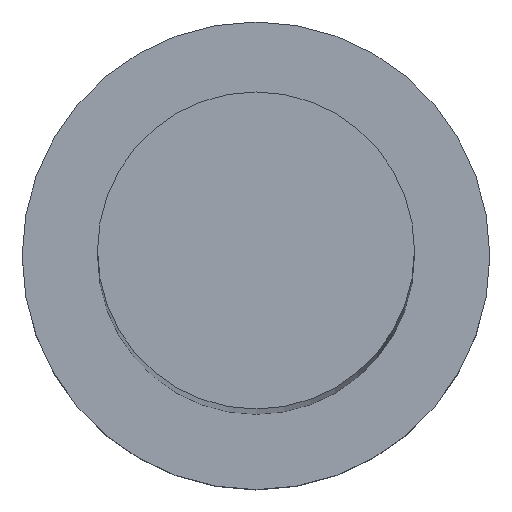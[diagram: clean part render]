
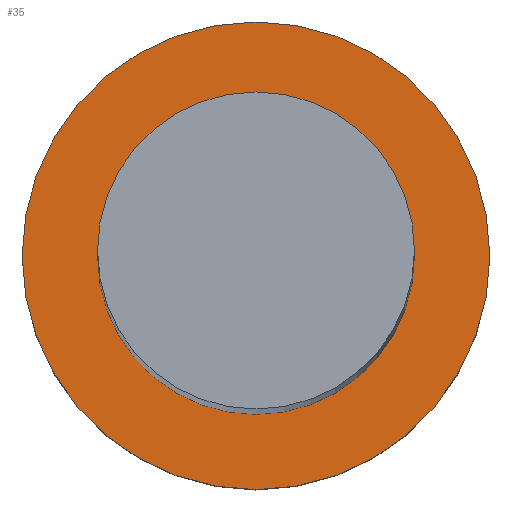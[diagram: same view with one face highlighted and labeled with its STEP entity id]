
A CAD part, top view. The second image highlights one B-rep face of the part: STEP entity #35.
In plain terms, the highlighted planar face has unit normal (0, 0, 1).
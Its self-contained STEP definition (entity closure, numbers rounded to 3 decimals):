
#7 = FACE_BOUND ( 'NONE', #59, .T. ) ;
#14 = DIRECTION ( 'NONE',  ( 0., 0., 1. ) ) ;
#22 = VERTEX_POINT ( 'NONE', #172 ) ;
#28 = CARTESIAN_POINT ( 'NONE',  ( 6.1, 0., 7. ) ) ;
#30 = CARTESIAN_POINT ( 'NONE',  ( 0., 0., 7. ) ) ;
#35 = ADVANCED_FACE ( 'NONE', ( #7, #155 ), #182, .T. ) ;
#37 = VERTEX_POINT ( 'NONE', #28 ) ;
#39 = EDGE_LOOP ( 'NONE', ( #83, #138 ) ) ;
#40 = ORIENTED_EDGE ( 'NONE', *, *, #50, .F. ) ;
#44 = DIRECTION ( 'NONE',  ( 1., 0., 0. ) ) ;
#50 = EDGE_CURVE ( 'NONE', #37, #122, #54, .T. ) ;
#54 = CIRCLE ( 'NONE', #124, 6.1 ) ;
#59 = EDGE_LOOP ( 'NONE', ( #241, #40 ) ) ;
#69 = DIRECTION ( 'NONE',  ( 0., 0., 1. ) ) ;
#71 = DIRECTION ( 'NONE',  ( 1., 0., 0. ) ) ;
#76 = VERTEX_POINT ( 'NONE', #108 ) ;
#83 = ORIENTED_EDGE ( 'NONE', *, *, #210, .T. ) ;
#87 = DIRECTION ( 'NONE',  ( 1., 0., 0. ) ) ;
#88 = DIRECTION ( 'NONE',  ( 0., 0., 1. ) ) ;
#89 = CIRCLE ( 'NONE', #191, 9. ) ;
#104 = CARTESIAN_POINT ( 'NONE',  ( -6.1, 0., 7. ) ) ;
#107 = DIRECTION ( 'NONE',  ( 0., 0., 1. ) ) ;
#108 = CARTESIAN_POINT ( 'NONE',  ( -9., 0., 7. ) ) ;
#111 = AXIS2_PLACEMENT_3D ( 'NONE', #131, #88, #71 ) ;
#121 = EDGE_CURVE ( 'NONE', #22, #76, #133, .T. ) ;
#122 = VERTEX_POINT ( 'NONE', #104 ) ;
#124 = AXIS2_PLACEMENT_3D ( 'NONE', #144, #69, #206 ) ;
#127 = CARTESIAN_POINT ( 'NONE',  ( 0., 0., 7. ) ) ;
#131 = CARTESIAN_POINT ( 'NONE',  ( 0., 0., 7. ) ) ;
#133 = CIRCLE ( 'NONE', #197, 9. ) ;
#138 = ORIENTED_EDGE ( 'NONE', *, *, #121, .T. ) ;
#144 = CARTESIAN_POINT ( 'NONE',  ( 0., 0., 7. ) ) ;
#148 = CARTESIAN_POINT ( 'NONE',  ( 0., 0., 7. ) ) ;
#155 = FACE_OUTER_BOUND ( 'NONE', #39, .T. ) ;
#168 = AXIS2_PLACEMENT_3D ( 'NONE', #148, #184, #44 ) ;
#172 = CARTESIAN_POINT ( 'NONE',  ( 9., 0., 7. ) ) ;
#182 = PLANE ( 'NONE',  #168 ) ;
#184 = DIRECTION ( 'NONE',  ( 0., 0., 1. ) ) ;
#191 = AXIS2_PLACEMENT_3D ( 'NONE', #127, #14, #87 ) ;
#197 = AXIS2_PLACEMENT_3D ( 'NONE', #30, #107, #248 ) ;
#206 = DIRECTION ( 'NONE',  ( 1., 0., 0. ) ) ;
#210 = EDGE_CURVE ( 'NONE', #76, #22, #89, .T. ) ;
#225 = CIRCLE ( 'NONE', #111, 6.1 ) ;
#241 = ORIENTED_EDGE ( 'NONE', *, *, #255, .F. ) ;
#248 = DIRECTION ( 'NONE',  ( 1., 0., 0. ) ) ;
#255 = EDGE_CURVE ( 'NONE', #122, #37, #225, .T. ) ;
